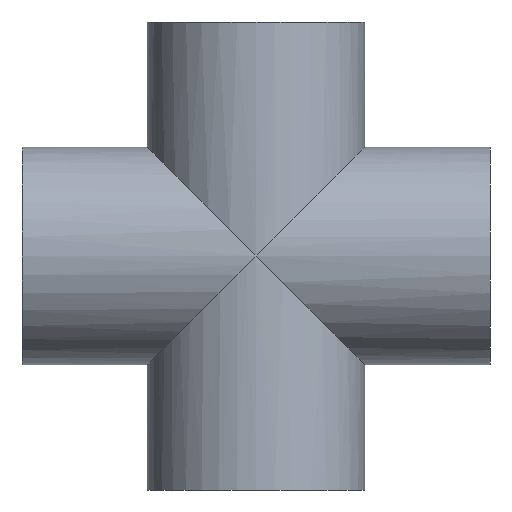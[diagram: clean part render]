
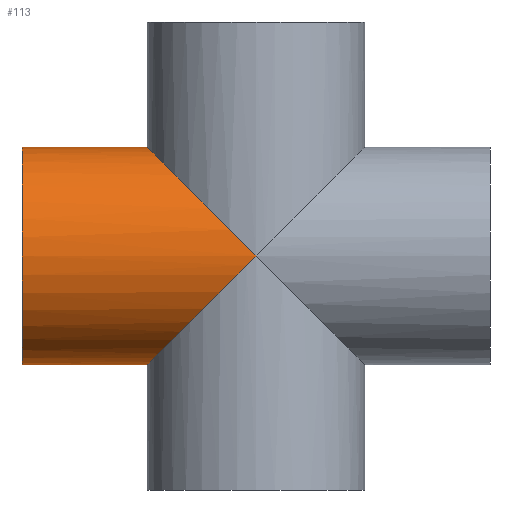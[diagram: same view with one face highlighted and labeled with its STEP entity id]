
A CAD part, front view. The second image highlights one B-rep face of the part: STEP entity #113.
In plain terms, the highlighted cylindrical face has radius 12.7 mm (diameter 25.4 mm), a partial arc.
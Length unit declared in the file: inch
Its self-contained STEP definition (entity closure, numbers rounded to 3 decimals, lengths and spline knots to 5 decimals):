
#2 = CARTESIAN_POINT ( 'NONE',  ( -1.075, 0., -0.5 ) ) ;
#13 = VERTEX_POINT ( 'NONE', #631 ) ;
#22 = DIRECTION ( 'NONE',  ( 0., 0., 1. ) ) ;
#38 = AXIS2_PLACEMENT_3D ( 'NONE', #772, #886, #243 ) ;
#86 = VERTEX_POINT ( 'NONE', #701 ) ;
#113 = ADVANCED_FACE ( 'NONE', ( #1021 ), #374, .T. ) ;
#127 = LINE ( 'NONE', #943, #1145 ) ;
#199 = EDGE_LOOP ( 'NONE', ( #548, #521, #870, #294, #1000 ) ) ;
#217 = DIRECTION ( 'NONE',  ( -1., 0., 0. ) ) ;
#228 = CARTESIAN_POINT ( 'NONE',  ( -0.5, -0.29289, 0.5 ) ) ;
#243 = DIRECTION ( 'NONE',  ( 0., 0., -1. ) ) ;
#246 = CARTESIAN_POINT ( 'NONE',  ( -0.5, -0.29289, -0.5 ) ) ;
#294 = ORIENTED_EDGE ( 'NONE', *, *, #583, .T. ) ;
#307 = DIRECTION ( 'NONE',  ( -1., 0., 0. ) ) ;
#374 = CYLINDRICAL_SURFACE ( 'NONE', #858, 0.5 ) ;
#393 = CIRCLE ( 'NONE', #38, 0.5 ) ;
#397 = LINE ( 'NONE', #764, #745 ) ;
#413 = CARTESIAN_POINT ( 'NONE',  ( -0.29289, -0.5, -0.29289 ) ) ;
#521 = ORIENTED_EDGE ( 'NONE', *, *, #809, .T. ) ;
#530 = EDGE_CURVE ( 'NONE', #13, #646, #127, .T. ) ;
#548 = ORIENTED_EDGE ( 'NONE', *, *, #530, .F. ) ;
#583 = EDGE_CURVE ( 'NONE', #86, #606, #397, .T. ) ;
#592 = CARTESIAN_POINT ( 'NONE',  ( -0.29289, -0.5, 0.29289 ) ) ;
#598 = CARTESIAN_POINT ( 'NONE',  ( 0., -0.5, 0. ) ) ;
#606 = VERTEX_POINT ( 'NONE', #1059 ) ;
#631 = CARTESIAN_POINT ( 'NONE',  ( -0.5, 0., -0.5 ) ) ;
#646 = VERTEX_POINT ( 'NONE', #2 ) ;
#662 = DIRECTION ( 'NONE',  ( -1., 0., 0. ) ) ;
#701 = CARTESIAN_POINT ( 'NONE',  ( -0.5, 0., 0.5 ) ) ;
#713 =( BOUNDED_CURVE ( )  B_SPLINE_CURVE ( 3, ( #866, #246, #413, #1058 ),
 .UNSPECIFIED., .F., .F. ) 
 B_SPLINE_CURVE_WITH_KNOTS ( ( 4, 4 ),
 ( 0., 1.5708 ),
 .UNSPECIFIED. ) 
 CURVE ( )  GEOMETRIC_REPRESENTATION_ITEM ( )  RATIONAL_B_SPLINE_CURVE ( ( 1., 0.805, 0.805, 1. ) ) 
 REPRESENTATION_ITEM ( '' )  );
#745 = VECTOR ( 'NONE', #307, 39.37008 ) ;
#764 = CARTESIAN_POINT ( 'NONE',  ( 1.075, 0., 0.5 ) ) ;
#772 = CARTESIAN_POINT ( 'NONE',  ( -1.075, 0., 0. ) ) ;
#809 = EDGE_CURVE ( 'NONE', #13, #1109, #713, .T. ) ;
#834 =( BOUNDED_CURVE ( )  B_SPLINE_CURVE ( 3, ( #875, #592, #228, #1056 ),
 .UNSPECIFIED., .F., .T. ) 
 B_SPLINE_CURVE_WITH_KNOTS ( ( 4, 4 ),
 ( 1.5708, 3.14159 ),
 .UNSPECIFIED. ) 
 CURVE ( )  GEOMETRIC_REPRESENTATION_ITEM ( )  RATIONAL_B_SPLINE_CURVE ( ( 1., 0.805, 0.805, 1. ) ) 
 REPRESENTATION_ITEM ( '' )  );
#858 = AXIS2_PLACEMENT_3D ( 'NONE', #995, #217, #22 ) ;
#866 = CARTESIAN_POINT ( 'NONE',  ( -0.5, 0., -0.5 ) ) ;
#870 = ORIENTED_EDGE ( 'NONE', *, *, #1171, .T. ) ;
#875 = CARTESIAN_POINT ( 'NONE',  ( 0., -0.5, 0. ) ) ;
#886 = DIRECTION ( 'NONE',  ( 1., 0., 0. ) ) ;
#943 = CARTESIAN_POINT ( 'NONE',  ( 1.075, 0., -0.5 ) ) ;
#995 = CARTESIAN_POINT ( 'NONE',  ( 1.075, 0., 0. ) ) ;
#1000 = ORIENTED_EDGE ( 'NONE', *, *, #1113, .T. ) ;
#1021 = FACE_OUTER_BOUND ( 'NONE', #199, .T. ) ;
#1056 = CARTESIAN_POINT ( 'NONE',  ( -0.5, 0., 0.5 ) ) ;
#1058 = CARTESIAN_POINT ( 'NONE',  ( 0., -0.5, 0. ) ) ;
#1059 = CARTESIAN_POINT ( 'NONE',  ( -1.075, 0., 0.5 ) ) ;
#1109 = VERTEX_POINT ( 'NONE', #598 ) ;
#1113 = EDGE_CURVE ( 'NONE', #606, #646, #393, .T. ) ;
#1145 = VECTOR ( 'NONE', #662, 39.37008 ) ;
#1171 = EDGE_CURVE ( 'NONE', #1109, #86, #834, .T. ) ;
